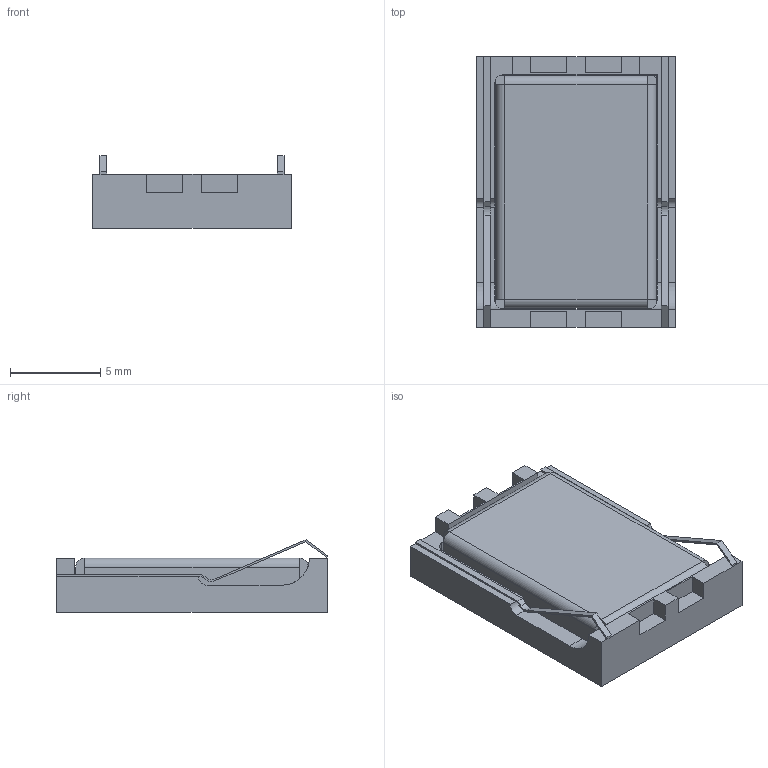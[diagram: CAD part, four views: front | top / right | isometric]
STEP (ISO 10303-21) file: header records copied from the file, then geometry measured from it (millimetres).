
FILE_DESCRIPTION(/* description */ ('Alibre Inc.'),/* implementation_level */ '2;1');
FILE_NAME(/* name */ 'export0',/* time_stamp */ '2018-05-09T18:59:40-05:00',/* author */ (''),/* organization */ (''),/* preprocessor_version */ 'ST-DEVELOPER v17',/* originating_system */ 'Alibre',/* authorisation */ '');
FILE_SCHEMA (('CONFIG_CONTROL_DESIGN'));
Length unit declared in the file: millimetre
Products named in the file (1): ID_1
Bounding box: 11 x 15 x 4.01 mm (x, y, z)
Volume: 390.6 mm3; surface area: 676.9 mm2
Topology: 2 solids, 2 shells, 101 faces, 279 edges, 180 vertices
Faces by surface type: plane 81, cylinder 20
Entity records: 3171 total; most frequent: CARTESIAN_POINT 608, ORIENTED_EDGE 562, DIRECTION 418, EDGE_CURVE 279, VECTOR 225, LINE 225, VERTEX_POINT 180, AXIS2_PLACEMENT_3D 135
